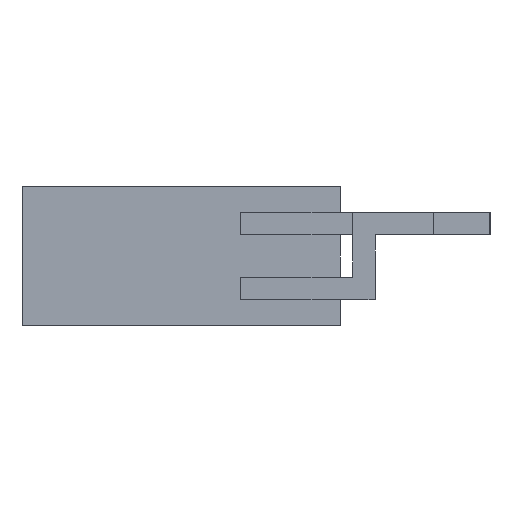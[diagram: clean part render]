
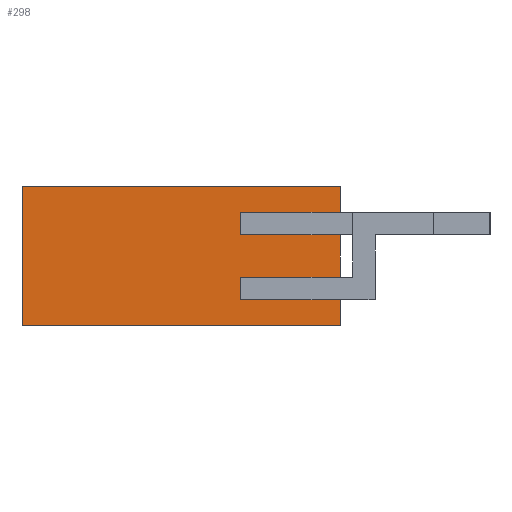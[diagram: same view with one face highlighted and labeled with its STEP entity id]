
A CAD part, left-side view. The second image highlights one B-rep face of the part: STEP entity #298.
In plain terms, the highlighted planar face has unit normal (-1, 0, 0).
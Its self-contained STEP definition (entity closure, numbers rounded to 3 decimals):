
#255 = LINE ( 'NONE', #11967, #19054 ) ;
#298 = ADVANCED_FACE ( 'NONE', ( #21426 ), #5671, .F. ) ;
#525 = CARTESIAN_POINT ( 'NONE',  ( -1000., -12.75, 5.6 ) ) ;
#1002 = ORIENTED_EDGE ( 'NONE', *, *, #22709, .F. ) ;
#1061 = EDGE_CURVE ( 'NONE', #23073, #9609, #21950, .T. ) ;
#2176 = EDGE_CURVE ( 'NONE', #17190, #2504, #18186, .T. ) ;
#2332 = CARTESIAN_POINT ( 'NONE',  ( -1000., -12.75, -3.5 ) ) ;
#2504 = VERTEX_POINT ( 'NONE', #23318 ) ;
#2540 = DIRECTION ( 'NONE',  ( 0., 0., -1. ) ) ;
#2644 = ORIENTED_EDGE ( 'NONE', *, *, #13993, .F. ) ;
#2864 = DIRECTION ( 'NONE',  ( 0., 1., 0. ) ) ;
#3352 = VECTOR ( 'NONE', #9700, 1000. ) ;
#3955 = VECTOR ( 'NONE', #2540, 1000. ) ;
#4034 = LINE ( 'NONE', #6681, #12572 ) ;
#4322 = EDGE_CURVE ( 'NONE', #10467, #22261, #255, .T. ) ;
#4408 = DIRECTION ( 'NONE',  ( 0., 0., -1. ) ) ;
#4582 = CARTESIAN_POINT ( 'NONE',  ( -1000., -12.75, 5.6 ) ) ;
#4642 = DIRECTION ( 'NONE',  ( 1., 0., 0. ) ) ;
#4801 = EDGE_CURVE ( 'NONE', #22261, #9728, #13027, .T. ) ;
#4990 = VERTEX_POINT ( 'NONE', #4997 ) ;
#4997 = CARTESIAN_POINT ( 'NONE',  ( -1000., -12.75, 5.6 ) ) ;
#5393 = LINE ( 'NONE', #5499, #15100 ) ;
#5499 = CARTESIAN_POINT ( 'NONE',  ( -1000., -4.75, 1.7 ) ) ;
#5671 = PLANE ( 'NONE',  #13999 ) ;
#5672 = CARTESIAN_POINT ( 'NONE',  ( -1000., -4.75, 1.7 ) ) ;
#5820 = DIRECTION ( 'NONE',  ( 0., 0., 1. ) ) ;
#5993 = CARTESIAN_POINT ( 'NONE',  ( -1000., 0., 0. ) ) ;
#6681 = CARTESIAN_POINT ( 'NONE',  ( -1000., 12.75, -5.6 ) ) ;
#6706 = CARTESIAN_POINT ( 'NONE',  ( -1000., -4.75, -3.5 ) ) ;
#7345 = DIRECTION ( 'NONE',  ( 0., -1., 0. ) ) ;
#7684 = ORIENTED_EDGE ( 'NONE', *, *, #11058, .F. ) ;
#7868 = CARTESIAN_POINT ( 'NONE',  ( -1000., -4.75, 3.5 ) ) ;
#8873 = CARTESIAN_POINT ( 'NONE',  ( -1000., -4.75, -3.5 ) ) ;
#8882 = LINE ( 'NONE', #6706, #13149 ) ;
#9113 = ORIENTED_EDGE ( 'NONE', *, *, #17323, .F. ) ;
#9337 = DIRECTION ( 'NONE',  ( 0., 1., 0. ) ) ;
#9376 = LINE ( 'NONE', #13361, #3955 ) ;
#9441 = EDGE_CURVE ( 'NONE', #20489, #17190, #8882, .T. ) ;
#9563 = EDGE_CURVE ( 'NONE', #19892, #4990, #19953, .T. ) ;
#9609 = VERTEX_POINT ( 'NONE', #14473 ) ;
#9700 = DIRECTION ( 'NONE',  ( 0., 0., -1. ) ) ;
#9728 = VERTEX_POINT ( 'NONE', #5672 ) ;
#9746 = ORIENTED_EDGE ( 'NONE', *, *, #1061, .F. ) ;
#9901 = CARTESIAN_POINT ( 'NONE',  ( -1000., -12.75, 3.5 ) ) ;
#10288 = VECTOR ( 'NONE', #17303, 1000. ) ;
#10312 = VECTOR ( 'NONE', #10753, 1000. ) ;
#10467 = VERTEX_POINT ( 'NONE', #9901 ) ;
#10753 = DIRECTION ( 'NONE',  ( 0., -1., 0. ) ) ;
#11058 = EDGE_CURVE ( 'NONE', #9609, #20489, #9376, .T. ) ;
#11967 = CARTESIAN_POINT ( 'NONE',  ( -1000., -4.75, 3.5 ) ) ;
#12186 = DIRECTION ( 'NONE',  ( 0., 1., 0. ) ) ;
#12297 = VECTOR ( 'NONE', #9337, 1000. ) ;
#12339 = LINE ( 'NONE', #15546, #21990 ) ;
#12572 = VECTOR ( 'NONE', #12186, 1000. ) ;
#12611 = ORIENTED_EDGE ( 'NONE', *, *, #23244, .F. ) ;
#12932 = CARTESIAN_POINT ( 'NONE',  ( -1000., 12.75, -5.6 ) ) ;
#13027 = LINE ( 'NONE', #7868, #3352 ) ;
#13067 = CARTESIAN_POINT ( 'NONE',  ( -1000., 12.75, 5.6 ) ) ;
#13149 = VECTOR ( 'NONE', #23075, 1000. ) ;
#13241 = DIRECTION ( 'NONE',  ( 0., 0., -1. ) ) ;
#13361 = CARTESIAN_POINT ( 'NONE',  ( -1000., -4.75, -3.5 ) ) ;
#13376 = ORIENTED_EDGE ( 'NONE', *, *, #9441, .F. ) ;
#13477 = ORIENTED_EDGE ( 'NONE', *, *, #4801, .F. ) ;
#13538 = ORIENTED_EDGE ( 'NONE', *, *, #2176, .F. ) ;
#13903 = EDGE_CURVE ( 'NONE', #9728, #18929, #5393, .T. ) ;
#13993 = EDGE_CURVE ( 'NONE', #15072, #19892, #21336, .T. ) ;
#13999 = AXIS2_PLACEMENT_3D ( 'NONE', #5993, #4642, #4408 ) ;
#14473 = CARTESIAN_POINT ( 'NONE',  ( -1000., -4.75, -1.7 ) ) ;
#14529 = LINE ( 'NONE', #4582, #10288 ) ;
#15072 = VERTEX_POINT ( 'NONE', #12932 ) ;
#15100 = VECTOR ( 'NONE', #7345, 1000. ) ;
#15546 = CARTESIAN_POINT ( 'NONE',  ( -1000., -12.75, 5.6 ) ) ;
#16082 = CARTESIAN_POINT ( 'NONE',  ( -1000., 12.75, 5.6 ) ) ;
#16505 = VECTOR ( 'NONE', #5820, 1000. ) ;
#17190 = VERTEX_POINT ( 'NONE', #2332 ) ;
#17303 = DIRECTION ( 'NONE',  ( 0., 0., -1. ) ) ;
#17323 = EDGE_CURVE ( 'NONE', #18929, #23073, #12339, .T. ) ;
#17367 = ORIENTED_EDGE ( 'NONE', *, *, #13903, .F. ) ;
#17816 = CARTESIAN_POINT ( 'NONE',  ( -1000., 12.75, 5.6 ) ) ;
#18055 = CARTESIAN_POINT ( 'NONE',  ( -1000., -4.75, 3.5 ) ) ;
#18186 = LINE ( 'NONE', #525, #19348 ) ;
#18666 = CARTESIAN_POINT ( 'NONE',  ( -1000., -12.75, 1.7 ) ) ;
#18882 = ORIENTED_EDGE ( 'NONE', *, *, #4322, .F. ) ;
#18929 = VERTEX_POINT ( 'NONE', #18666 ) ;
#19054 = VECTOR ( 'NONE', #2864, 1000. ) ;
#19281 = EDGE_LOOP ( 'NONE', ( #9746, #9113, #17367, #13477, #18882, #12611, #22867, #2644, #1002, #13538, #13376, #7684 ) ) ;
#19348 = VECTOR ( 'NONE', #13241, 1000. ) ;
#19892 = VERTEX_POINT ( 'NONE', #17816 ) ;
#19953 = LINE ( 'NONE', #16082, #10312 ) ;
#20321 = CARTESIAN_POINT ( 'NONE',  ( -1000., -12.75, -1.7 ) ) ;
#20489 = VERTEX_POINT ( 'NONE', #8873 ) ;
#21022 = DIRECTION ( 'NONE',  ( 0., 0., -1. ) ) ;
#21336 = LINE ( 'NONE', #13067, #16505 ) ;
#21426 = FACE_OUTER_BOUND ( 'NONE', #19281, .T. ) ;
#21950 = LINE ( 'NONE', #22044, #12297 ) ;
#21990 = VECTOR ( 'NONE', #21022, 1000. ) ;
#22044 = CARTESIAN_POINT ( 'NONE',  ( -1000., -4.75, -1.7 ) ) ;
#22261 = VERTEX_POINT ( 'NONE', #18055 ) ;
#22709 = EDGE_CURVE ( 'NONE', #2504, #15072, #4034, .T. ) ;
#22867 = ORIENTED_EDGE ( 'NONE', *, *, #9563, .F. ) ;
#23073 = VERTEX_POINT ( 'NONE', #20321 ) ;
#23075 = DIRECTION ( 'NONE',  ( 0., -1., 0. ) ) ;
#23244 = EDGE_CURVE ( 'NONE', #4990, #10467, #14529, .T. ) ;
#23318 = CARTESIAN_POINT ( 'NONE',  ( -1000., -12.75, -5.6 ) ) ;
